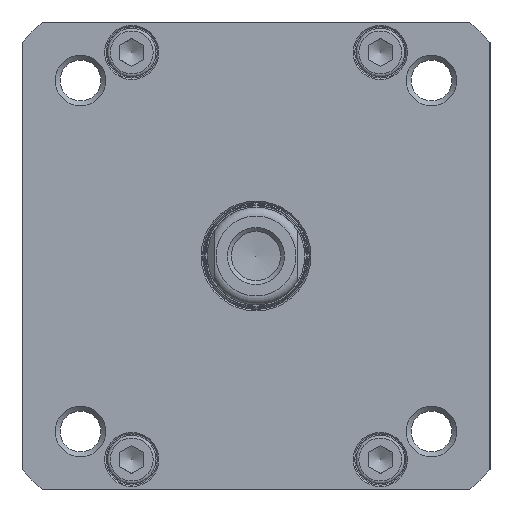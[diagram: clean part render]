
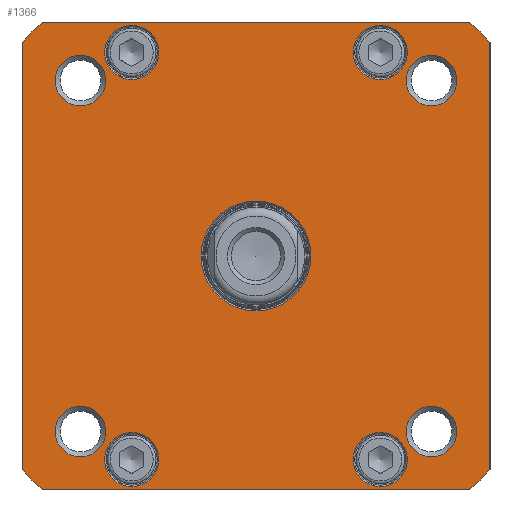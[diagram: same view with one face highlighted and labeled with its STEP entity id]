
A CAD part, front view. The second image highlights one B-rep face of the part: STEP entity #1366.
In plain terms, the highlighted planar face has unit normal (0, -1, 0).
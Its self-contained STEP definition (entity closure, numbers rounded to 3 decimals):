
#1192=CARTESIAN_POINT('',(0.,-97.35,0.));
#1193=DIRECTION('',(0.0,1.0,0.0));
#1194=DIRECTION('',(0.0,0.0,1.0));
#1195=AXIS2_PLACEMENT_3D('',#1192,#1193,#1194);
#1196=PLANE('',#1195);
#1197=CARTESIAN_POINT('',(43.829,-97.35,48.));
#1198=VERTEX_POINT('',#1197);
#1199=CARTESIAN_POINT('',(48.,-97.35,43.829));
#1200=VERTEX_POINT('',#1199);
#1201=CARTESIAN_POINT('',(0.0,-97.35,0.0));
#1202=DIRECTION('',(0.0,1.0,0.0));
#1203=DIRECTION('',(0.674,0.0,0.738));
#1204=AXIS2_PLACEMENT_3D('',#1201,#1202,#1203);
#1205=CIRCLE('',#1204,65.);
#1206=EDGE_CURVE('',#1198,#1200,#1205,.T.);
#1207=ORIENTED_EDGE('',*,*,#1206,.F.);
#1208=CARTESIAN_POINT('',(-43.829,-97.35,48.));
#1209=VERTEX_POINT('',#1208);
#1210=CARTESIAN_POINT('',(-43.829,-97.35,48.));
#1211=DIRECTION('',(1.0,0.0,0.0));
#1212=VECTOR('',#1211,87.658);
#1213=LINE('',#1210,#1212);
#1214=EDGE_CURVE('',#1209,#1198,#1213,.T.);
#1215=ORIENTED_EDGE('',*,*,#1214,.F.);
#1216=CARTESIAN_POINT('',(-48.,-97.35,43.829));
#1217=VERTEX_POINT('',#1216);
#1218=CARTESIAN_POINT('',(0.0,-97.35,0.0));
#1219=DIRECTION('',(0.0,1.0,0.0));
#1220=DIRECTION('',(-0.738,0.0,0.674));
#1221=AXIS2_PLACEMENT_3D('',#1218,#1219,#1220);
#1222=CIRCLE('',#1221,65.0);
#1223=EDGE_CURVE('',#1217,#1209,#1222,.T.);
#1224=ORIENTED_EDGE('',*,*,#1223,.F.);
#1225=CARTESIAN_POINT('',(-48.,-97.35,-43.829));
#1226=VERTEX_POINT('',#1225);
#1227=CARTESIAN_POINT('',(-48.,-97.35,-43.829));
#1228=DIRECTION('',(0.0,0.0,1.0));
#1229=VECTOR('',#1228,87.658);
#1230=LINE('',#1227,#1229);
#1231=EDGE_CURVE('',#1226,#1217,#1230,.T.);
#1232=ORIENTED_EDGE('',*,*,#1231,.F.);
#1233=CARTESIAN_POINT('',(-43.829,-97.35,-48.));
#1234=VERTEX_POINT('',#1233);
#1235=CARTESIAN_POINT('',(0.0,-97.35,0.0));
#1236=DIRECTION('',(0.0,1.0,0.0));
#1237=DIRECTION('',(-0.674,0.0,-0.738));
#1238=AXIS2_PLACEMENT_3D('',#1235,#1236,#1237);
#1239=CIRCLE('',#1238,65.0);
#1240=EDGE_CURVE('',#1234,#1226,#1239,.T.);
#1241=ORIENTED_EDGE('',*,*,#1240,.F.);
#1242=CARTESIAN_POINT('',(43.829,-97.35,-48.));
#1243=VERTEX_POINT('',#1242);
#1244=CARTESIAN_POINT('',(43.829,-97.35,-48.));
#1245=DIRECTION('',(-1.0,0.0,0.0));
#1246=VECTOR('',#1245,87.658);
#1247=LINE('',#1244,#1246);
#1248=EDGE_CURVE('',#1243,#1234,#1247,.T.);
#1249=ORIENTED_EDGE('',*,*,#1248,.F.);
#1250=CARTESIAN_POINT('',(48.,-97.35,-43.829));
#1251=VERTEX_POINT('',#1250);
#1252=CARTESIAN_POINT('',(0.0,-97.35,0.0));
#1253=DIRECTION('',(0.0,1.0,0.0));
#1254=DIRECTION('',(0.738,0.0,-0.674));
#1255=AXIS2_PLACEMENT_3D('',#1252,#1253,#1254);
#1256=CIRCLE('',#1255,65.0);
#1257=EDGE_CURVE('',#1251,#1243,#1256,.T.);
#1258=ORIENTED_EDGE('',*,*,#1257,.F.);
#1259=CARTESIAN_POINT('',(48.,-97.35,43.829));
#1260=DIRECTION('',(0.0,0.0,-1.0));
#1261=VECTOR('',#1260,87.658);
#1262=LINE('',#1259,#1261);
#1263=EDGE_CURVE('',#1200,#1251,#1262,.T.);
#1264=ORIENTED_EDGE('',*,*,#1263,.F.);
#1265=EDGE_LOOP('',(#1207,#1215,#1224,#1232,#1241,#1249,#1258,#1264));
#1266=FACE_OUTER_BOUND('',#1265,.T.);
#1267=CARTESIAN_POINT('',(-30.812,-97.35,-36.));
#1268=VERTEX_POINT('',#1267);
#1269=CARTESIAN_POINT('',(-36.,-97.35,-36.));
#1270=DIRECTION('',(0.0,-1.0,0.0));
#1271=DIRECTION('',(-1.0,0.0,0.0));
#1272=AXIS2_PLACEMENT_3D('',#1269,#1270,#1271);
#1273=CIRCLE('',#1272,5.188);
#1274=EDGE_CURVE('',#1268,#1268,#1273,.T.);
#1275=ORIENTED_EDGE('',*,*,#1274,.F.);
#1276=EDGE_LOOP('',(#1275));
#1277=FACE_BOUND('',#1276,.T.);
#1278=CARTESIAN_POINT('',(41.188,-97.35,36.));
#1279=VERTEX_POINT('',#1278);
#1280=CARTESIAN_POINT('',(36.,-97.35,36.));
#1281=DIRECTION('',(0.0,-1.0,0.0));
#1282=DIRECTION('',(-1.0,0.0,0.0));
#1283=AXIS2_PLACEMENT_3D('',#1280,#1281,#1282);
#1284=CIRCLE('',#1283,5.188);
#1285=EDGE_CURVE('',#1279,#1279,#1284,.T.);
#1286=ORIENTED_EDGE('',*,*,#1285,.F.);
#1287=EDGE_LOOP('',(#1286));
#1288=FACE_BOUND('',#1287,.T.);
#1289=CARTESIAN_POINT('',(-19.95,-97.35,-41.75));
#1290=VERTEX_POINT('',#1289);
#1291=CARTESIAN_POINT('',(-25.5,-97.35,-41.75));
#1292=DIRECTION('',(0.0,-1.0,0.0));
#1293=DIRECTION('',(-1.0,0.0,0.0));
#1294=AXIS2_PLACEMENT_3D('',#1291,#1292,#1293);
#1295=CIRCLE('',#1294,5.55);
#1296=EDGE_CURVE('',#1290,#1290,#1295,.T.);
#1297=ORIENTED_EDGE('',*,*,#1296,.F.);
#1298=EDGE_LOOP('',(#1297));
#1299=FACE_BOUND('',#1298,.T.);
#1300=CARTESIAN_POINT('',(31.05,-97.35,41.75));
#1301=VERTEX_POINT('',#1300);
#1302=CARTESIAN_POINT('',(25.5,-97.35,41.75));
#1303=DIRECTION('',(0.0,-1.0,0.0));
#1304=DIRECTION('',(-1.0,0.0,0.0));
#1305=AXIS2_PLACEMENT_3D('',#1302,#1303,#1304);
#1306=CIRCLE('',#1305,5.55);
#1307=EDGE_CURVE('',#1301,#1301,#1306,.T.);
#1308=ORIENTED_EDGE('',*,*,#1307,.F.);
#1309=EDGE_LOOP('',(#1308));
#1310=FACE_BOUND('',#1309,.T.);
#1311=CARTESIAN_POINT('',(-11.25,-97.35,0.));
#1312=VERTEX_POINT('',#1311);
#1313=CARTESIAN_POINT('',(0.0,-97.35,0.0));
#1314=DIRECTION('',(0.0,-1.0,0.0));
#1315=DIRECTION('',(1.0,0.0,0.0));
#1316=AXIS2_PLACEMENT_3D('',#1313,#1314,#1315);
#1317=CIRCLE('',#1316,11.25);
#1318=EDGE_CURVE('',#1312,#1312,#1317,.T.);
#1319=ORIENTED_EDGE('',*,*,#1318,.F.);
#1320=EDGE_LOOP('',(#1319));
#1321=FACE_BOUND('',#1320,.T.);
#1322=CARTESIAN_POINT('',(-19.95,-97.35,41.75));
#1323=VERTEX_POINT('',#1322);
#1324=CARTESIAN_POINT('',(-25.5,-97.35,41.75));
#1325=DIRECTION('',(0.0,-1.0,0.0));
#1326=DIRECTION('',(-1.0,0.0,0.0));
#1327=AXIS2_PLACEMENT_3D('',#1324,#1325,#1326);
#1328=CIRCLE('',#1327,5.55);
#1329=EDGE_CURVE('',#1323,#1323,#1328,.T.);
#1330=ORIENTED_EDGE('',*,*,#1329,.F.);
#1331=EDGE_LOOP('',(#1330));
#1332=FACE_BOUND('',#1331,.T.);
#1333=CARTESIAN_POINT('',(31.05,-97.35,-41.75));
#1334=VERTEX_POINT('',#1333);
#1335=CARTESIAN_POINT('',(25.5,-97.35,-41.75));
#1336=DIRECTION('',(0.0,-1.0,0.0));
#1337=DIRECTION('',(-1.0,0.0,0.0));
#1338=AXIS2_PLACEMENT_3D('',#1335,#1336,#1337);
#1339=CIRCLE('',#1338,5.55);
#1340=EDGE_CURVE('',#1334,#1334,#1339,.T.);
#1341=ORIENTED_EDGE('',*,*,#1340,.F.);
#1342=EDGE_LOOP('',(#1341));
#1343=FACE_BOUND('',#1342,.T.);
#1344=CARTESIAN_POINT('',(-30.812,-97.35,36.));
#1345=VERTEX_POINT('',#1344);
#1346=CARTESIAN_POINT('',(-36.,-97.35,36.));
#1347=DIRECTION('',(0.0,-1.0,0.0));
#1348=DIRECTION('',(-1.0,0.0,0.0));
#1349=AXIS2_PLACEMENT_3D('',#1346,#1347,#1348);
#1350=CIRCLE('',#1349,5.188);
#1351=EDGE_CURVE('',#1345,#1345,#1350,.T.);
#1352=ORIENTED_EDGE('',*,*,#1351,.F.);
#1353=EDGE_LOOP('',(#1352));
#1354=FACE_BOUND('',#1353,.T.);
#1355=CARTESIAN_POINT('',(41.188,-97.35,-36.));
#1356=VERTEX_POINT('',#1355);
#1357=CARTESIAN_POINT('',(36.,-97.35,-36.));
#1358=DIRECTION('',(0.0,-1.0,0.0));
#1359=DIRECTION('',(-1.0,0.0,0.0));
#1360=AXIS2_PLACEMENT_3D('',#1357,#1358,#1359);
#1361=CIRCLE('',#1360,5.188);
#1362=EDGE_CURVE('',#1356,#1356,#1361,.T.);
#1363=ORIENTED_EDGE('',*,*,#1362,.F.);
#1364=EDGE_LOOP('',(#1363));
#1365=FACE_BOUND('',#1364,.T.);
#1366=ADVANCED_FACE('',(#1266,#1277,#1288,#1299,#1310,#1321,#1332,#1343,#1354,#1365),#1196,.F.);
